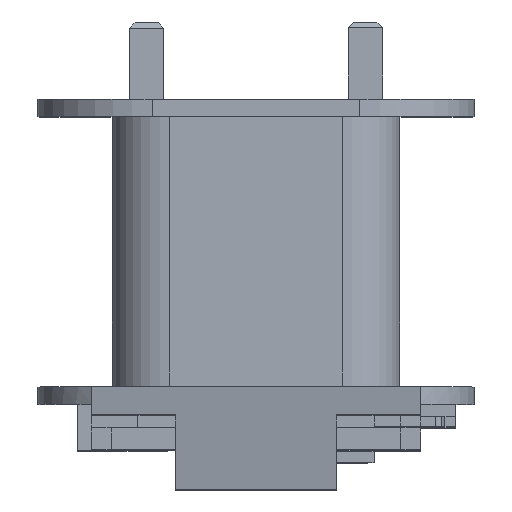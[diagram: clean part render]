
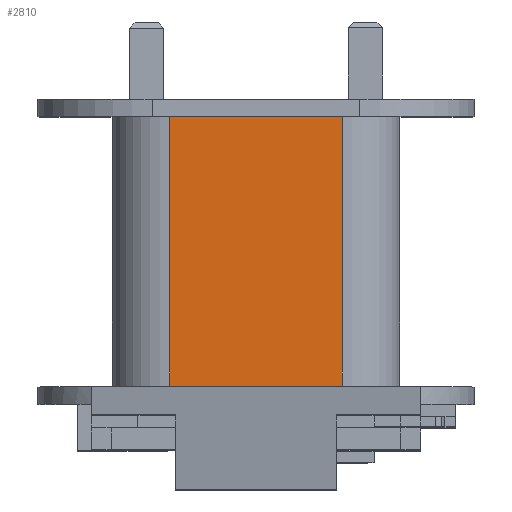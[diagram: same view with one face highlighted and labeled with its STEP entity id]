
A CAD part, top view. The second image highlights one B-rep face of the part: STEP entity #2810.
In plain terms, the highlighted planar face has unit normal (0, 0, 1).
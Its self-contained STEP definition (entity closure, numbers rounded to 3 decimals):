
#307 = AXIS2_PLACEMENT_3D ( 'NONE', #2253, #844, #4240 ) ;
#723 = VERTEX_POINT ( 'NONE', #2234 ) ;
#837 = CARTESIAN_POINT ( 'NONE',  ( 12.5, 1.5, 12.5 ) ) ;
#844 = DIRECTION ( 'NONE',  ( 0., 0., 1. ) ) ;
#898 = PLANE ( 'NONE',  #307 ) ;
#1375 = LINE ( 'NONE', #4132, #5535 ) ;
#1619 = CARTESIAN_POINT ( 'NONE',  ( 12.5, 25., 12.5 ) ) ;
#1677 = FACE_OUTER_BOUND ( 'NONE', #2637, .T. ) ;
#1951 = EDGE_CURVE ( 'NONE', #5807, #5903, #5479, .T. ) ;
#2029 = VECTOR ( 'NONE', #4652, 1000. ) ;
#2234 = CARTESIAN_POINT ( 'NONE',  ( 7.5, 25., 12.5 ) ) ;
#2253 = CARTESIAN_POINT ( 'NONE',  ( 12.5, 25., 12.5 ) ) ;
#2260 = LINE ( 'NONE', #1619, #3765 ) ;
#2637 = EDGE_LOOP ( 'NONE', ( #4282, #5599, #3305, #2712 ) ) ;
#2712 = ORIENTED_EDGE ( 'NONE', *, *, #4871, .T. ) ;
#2810 = ADVANCED_FACE ( 'NONE', ( #1677 ), #898, .T. ) ;
#2996 = CARTESIAN_POINT ( 'NONE',  ( -7.5, 1.5, 12.5 ) ) ;
#3163 = CARTESIAN_POINT ( 'NONE',  ( -7.5, 25., 12.5 ) ) ;
#3305 = ORIENTED_EDGE ( 'NONE', *, *, #1951, .F. ) ;
#3765 = VECTOR ( 'NONE', #5939, 1000. ) ;
#4056 = VERTEX_POINT ( 'NONE', #3163 ) ;
#4113 = LINE ( 'NONE', #5095, #2029 ) ;
#4132 = CARTESIAN_POINT ( 'NONE',  ( -7.5, 25., 12.5 ) ) ;
#4170 = DIRECTION ( 'NONE',  ( -1., 0., 0. ) ) ;
#4240 = DIRECTION ( 'NONE',  ( 1., 0., 0. ) ) ;
#4278 = VECTOR ( 'NONE', #4170, 1000. ) ;
#4282 = ORIENTED_EDGE ( 'NONE', *, *, #4711, .T. ) ;
#4350 = CARTESIAN_POINT ( 'NONE',  ( 7.5, 1.5, 12.5 ) ) ;
#4630 = DIRECTION ( 'NONE',  ( 0., -1., 0. ) ) ;
#4652 = DIRECTION ( 'NONE',  ( 0., 1., 0. ) ) ;
#4711 = EDGE_CURVE ( 'NONE', #723, #4056, #2260, .T. ) ;
#4861 = EDGE_CURVE ( 'NONE', #4056, #5903, #1375, .T. ) ;
#4871 = EDGE_CURVE ( 'NONE', #5807, #723, #4113, .T. ) ;
#5095 = CARTESIAN_POINT ( 'NONE',  ( 7.5, 25., 12.5 ) ) ;
#5479 = LINE ( 'NONE', #837, #4278 ) ;
#5535 = VECTOR ( 'NONE', #4630, 1000. ) ;
#5599 = ORIENTED_EDGE ( 'NONE', *, *, #4861, .T. ) ;
#5807 = VERTEX_POINT ( 'NONE', #4350 ) ;
#5903 = VERTEX_POINT ( 'NONE', #2996 ) ;
#5939 = DIRECTION ( 'NONE',  ( -1., 0., 0. ) ) ;
